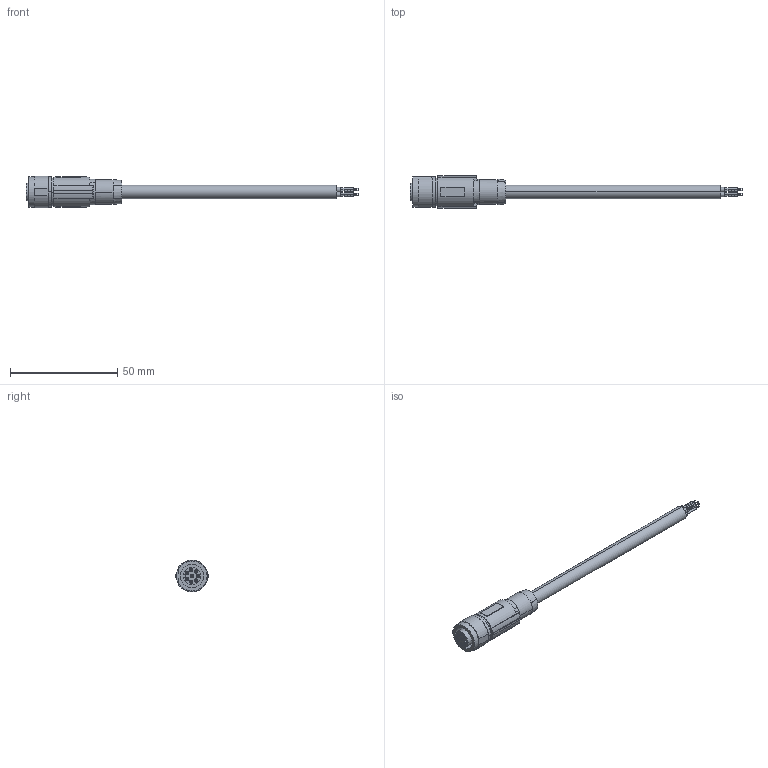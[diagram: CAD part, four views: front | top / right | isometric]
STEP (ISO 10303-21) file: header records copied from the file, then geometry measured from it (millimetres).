
FILE_DESCRIPTION(('SolidDesigner STEP Export'),'2;1');
FILE_NAME('1406120_NBC_2.0_94B_FS_SCO_US-select.stp','2013-06-06T11:58:58',(''),(''),'Creo Elements/Direct Modeling STEP processor for AP214 (Solid Model)','Creo Elements/Direct Modeling 18.1 06-May-2012 (C) Parametric Technology GmbH','');
FILE_SCHEMA(('AUTOMOTIVE_DESIGN { 1 0 10303 214 1 1 1 1 }'));
Length unit declared in the file: millimetre
Products named in the file (1): 1406120_NBC_2.0_94B_FS_SCO_US-select
Bounding box: 154.5 x 15 x 14.79 mm (x, y, z)
Volume: 9112.9 mm3; surface area: 5169.3 mm2
Topology: 1 solids, 1 shells, 233 faces, 515 edges, 340 vertices
Faces by surface type: cylinder 115, plane 98, cone 20
Entity records: 8498 total; most frequent: CARTESIAN_POINT 1732, ORIENTED_EDGE 1030, DIRECTION 963, EDGE_CURVE 515, AXIS2_PLACEMENT_3D 378, VERTEX_POINT 340, EDGE_LOOP 289, COLOUR_RGB 234
